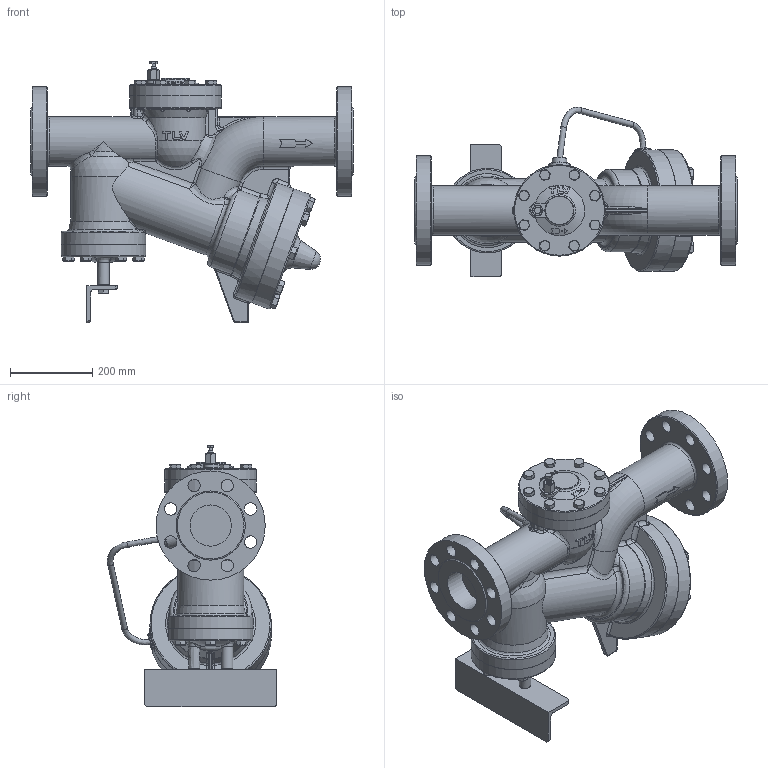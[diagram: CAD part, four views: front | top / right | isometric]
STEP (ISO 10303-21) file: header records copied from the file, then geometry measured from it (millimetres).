
FILE_DESCRIPTION((''),'2;1');
FILE_NAME('jh150-100-e0100-00.stp','2009-11-05T16:51:06',('nakaot'),(''),'Autodesk Inventor 2008','Autodesk Inventor 2008','');
FILE_SCHEMA(('AUTOMOTIVE_DESIGN { 1 0 10303 214 1 1 1 1 }'));
Length unit declared in the file: millimetre
Products named in the file (1): jh150-100-e0100-00
Bounding box: 782 x 410.6 x 635 mm (x, y, z)
Volume: 34720566.5 mm3; surface area: 1610453.1 mm2
Topology: 4 solids, 4 shells, 967 faces, 2291 edges, 1398 vertices
Faces by surface type: plane 316, bspline 276, cone 219, cylinder 130, torus 16, sphere 10
Full cylindrical faces by diameter (mm): 7.6 x1, 12 x1, 13 x1, 13.835 x1, 16 x16, 17.8 x1, 21 x1, 28 x1, 36 x1, 37 x1, 41.499 x1, 55 x1, 70 x1, 100 x2, 119.5 x1, 120 x2, 163.6 x1, 200 x1, 205 x2, 222 x2, 265 x2, 295 x1
Entity records: 52976 total; most frequent: CARTESIAN_POINT 34137, ORIENTED_EDGE 4118, DIRECTION 3445, EDGE_CURVE 2059, AXIS2_PLACEMENT_3D 1486, VERTEX_POINT 1317, EDGE_LOOP 1230, FACE_OUTER_BOUND 965
